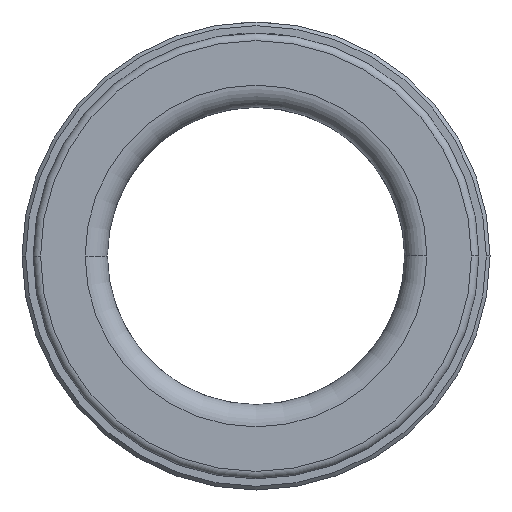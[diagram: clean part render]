
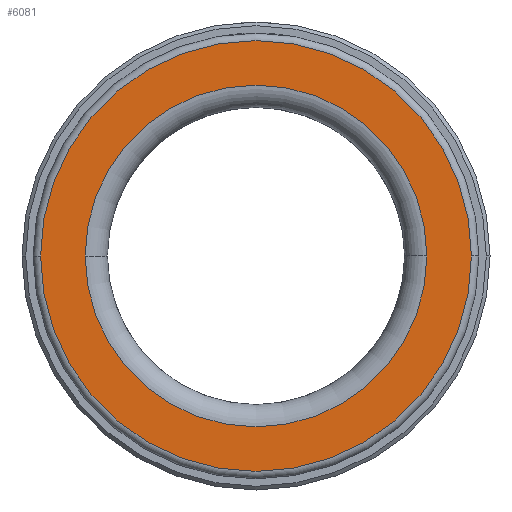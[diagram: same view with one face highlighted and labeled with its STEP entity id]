
A CAD part, front view. The second image highlights one B-rep face of the part: STEP entity #6081.
In plain terms, the highlighted planar face has unit normal (0, -1, 0).
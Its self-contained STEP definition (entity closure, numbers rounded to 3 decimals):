
#74 = DIRECTION ( 'NONE',  ( 0., 1., 0. ) ) ;
#98 = EDGE_CURVE ( 'NONE', #4964, #7378, #5025, .T. ) ;
#1086 = CARTESIAN_POINT ( 'NONE',  ( 23., -40., 0. ) ) ;
#1251 = CIRCLE ( 'NONE', #4459, 23. ) ;
#1490 = DIRECTION ( 'NONE',  ( -1., 0., 0. ) ) ;
#1597 = CARTESIAN_POINT ( 'NONE',  ( 29., -40., 0. ) ) ;
#1611 = DIRECTION ( 'NONE',  ( -1., 0., 0. ) ) ;
#1621 = FACE_BOUND ( 'NONE', #3720, .T. ) ;
#1633 = CARTESIAN_POINT ( 'NONE',  ( 0., -40., 0. ) ) ;
#1770 = ORIENTED_EDGE ( 'NONE', *, *, #98, .T. ) ;
#1917 = AXIS2_PLACEMENT_3D ( 'NONE', #1597, #7355, #5061 ) ;
#2124 = VERTEX_POINT ( 'NONE', #2469 ) ;
#2237 = CARTESIAN_POINT ( 'NONE',  ( 0., -40., 0. ) ) ;
#2261 = DIRECTION ( 'NONE',  ( 0., 1., 0. ) ) ;
#2469 = CARTESIAN_POINT ( 'NONE',  ( 29., -40., 0. ) ) ;
#2794 = PLANE ( 'NONE',  #1917 ) ;
#2806 = ORIENTED_EDGE ( 'NONE', *, *, #3306, .T. ) ;
#2820 = ORIENTED_EDGE ( 'NONE', *, *, #6677, .F. ) ;
#3306 = EDGE_CURVE ( 'NONE', #7378, #4964, #1251, .T. ) ;
#3572 = AXIS2_PLACEMENT_3D ( 'NONE', #5020, #7293, #3794 ) ;
#3720 = EDGE_LOOP ( 'NONE', ( #2806, #1770 ) ) ;
#3794 = DIRECTION ( 'NONE',  ( -1., 0., 0. ) ) ;
#4459 = AXIS2_PLACEMENT_3D ( 'NONE', #1633, #4519, #1611 ) ;
#4519 = DIRECTION ( 'NONE',  ( 0., 1., 0. ) ) ;
#4964 = VERTEX_POINT ( 'NONE', #1086 ) ;
#5020 = CARTESIAN_POINT ( 'NONE',  ( 0., -40., 0. ) ) ;
#5025 = CIRCLE ( 'NONE', #6397, 23. ) ;
#5061 = DIRECTION ( 'NONE',  ( -1., 0., 0. ) ) ;
#5183 = CARTESIAN_POINT ( 'NONE',  ( -29., -40., 0. ) ) ;
#5657 = EDGE_CURVE ( 'NONE', #2124, #6225, #7356, .T. ) ;
#5881 = EDGE_LOOP ( 'NONE', ( #2820, #5955 ) ) ;
#5955 = ORIENTED_EDGE ( 'NONE', *, *, #5657, .F. ) ;
#6081 = ADVANCED_FACE ( 'NONE', ( #6644, #1621 ), #2794, .F. ) ;
#6225 = VERTEX_POINT ( 'NONE', #5183 ) ;
#6282 = DIRECTION ( 'NONE',  ( -1., 0., 0. ) ) ;
#6397 = AXIS2_PLACEMENT_3D ( 'NONE', #2237, #2261, #6282 ) ;
#6610 = CARTESIAN_POINT ( 'NONE',  ( -23., -40., 0. ) ) ;
#6644 = FACE_OUTER_BOUND ( 'NONE', #5881, .T. ) ;
#6677 = EDGE_CURVE ( 'NONE', #6225, #2124, #7007, .T. ) ;
#6949 = CARTESIAN_POINT ( 'NONE',  ( 0., -40., 0. ) ) ;
#7007 = CIRCLE ( 'NONE', #3572, 29. ) ;
#7293 = DIRECTION ( 'NONE',  ( 0., 1., 0. ) ) ;
#7322 = AXIS2_PLACEMENT_3D ( 'NONE', #6949, #74, #1490 ) ;
#7355 = DIRECTION ( 'NONE',  ( 0., 1., 0. ) ) ;
#7356 = CIRCLE ( 'NONE', #7322, 29. ) ;
#7378 = VERTEX_POINT ( 'NONE', #6610 ) ;
